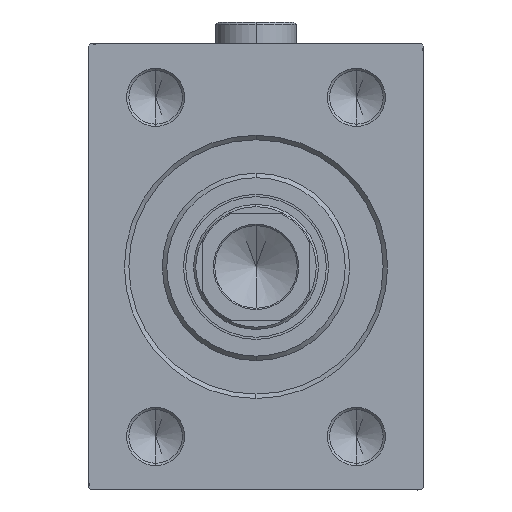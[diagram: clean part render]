
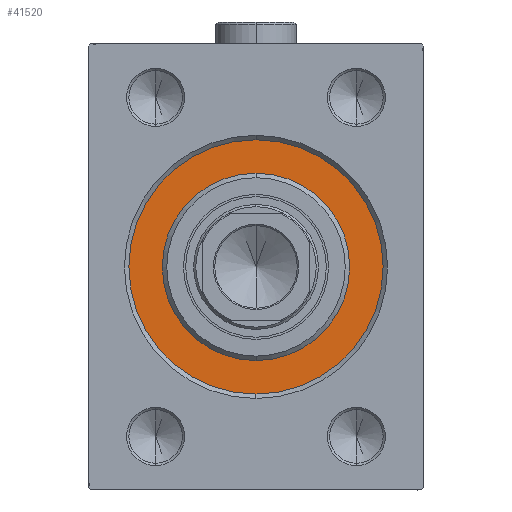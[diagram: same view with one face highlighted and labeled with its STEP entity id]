
A CAD part, left-side view. The second image highlights one B-rep face of the part: STEP entity #41520.
In plain terms, the highlighted face is planar.
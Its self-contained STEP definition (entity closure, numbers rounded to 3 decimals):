
#1011 = EDGE_CURVE ( 'NONE', #20828, #19133, #16207, .T. ) ;
#1125 = DIRECTION ( 'NONE',  ( 1., 0., 0. ) ) ;
#1893 = EDGE_CURVE ( 'NONE', #19133, #20828, #24986, .T. ) ;
#2343 = DIRECTION ( 'NONE',  ( 0., 0., -1. ) ) ;
#2915 = DIRECTION ( 'NONE',  ( -1., 0., 0. ) ) ;
#3946 = ORIENTED_EDGE ( 'NONE', *, *, #1011, .F. ) ;
#4152 = VERTEX_POINT ( 'NONE', #42923 ) ;
#4449 = DIRECTION ( 'NONE',  ( 0., 0., 1. ) ) ;
#5847 = CIRCLE ( 'NONE', #25670, 21. ) ;
#6643 = AXIS2_PLACEMENT_3D ( 'NONE', #41322, #2915, #24286 ) ;
#9250 = CARTESIAN_POINT ( 'NONE',  ( 0., 0., -21. ) ) ;
#11925 = DIRECTION ( 'NONE',  ( 0., 0., -1. ) ) ;
#14070 = DIRECTION ( 'NONE',  ( -1., 0., 0. ) ) ;
#16207 = CIRCLE ( 'NONE', #24264, 28.5 ) ;
#16987 = VERTEX_POINT ( 'NONE', #9250 ) ;
#17518 = CARTESIAN_POINT ( 'NONE',  ( 0., 0., 0. ) ) ;
#18551 = CARTESIAN_POINT ( 'NONE',  ( 0., 0., -28.5 ) ) ;
#18979 = ORIENTED_EDGE ( 'NONE', *, *, #44335, .F. ) ;
#19051 = CARTESIAN_POINT ( 'NONE',  ( 0., 0., 0. ) ) ;
#19133 = VERTEX_POINT ( 'NONE', #18551 ) ;
#19593 = DIRECTION ( 'NONE',  ( 1., 0., 0. ) ) ;
#20303 = CARTESIAN_POINT ( 'NONE',  ( 0., 0., 28.5 ) ) ;
#20328 = ORIENTED_EDGE ( 'NONE', *, *, #33828, .F. ) ;
#20828 = VERTEX_POINT ( 'NONE', #20303 ) ;
#20957 = PLANE ( 'NONE',  #37779 ) ;
#21139 = EDGE_LOOP ( 'NONE', ( #45417, #3946 ) ) ;
#21674 = DIRECTION ( 'NONE',  ( -1., 0., 0. ) ) ;
#24264 = AXIS2_PLACEMENT_3D ( 'NONE', #43087, #21674, #4449 ) ;
#24286 = DIRECTION ( 'NONE',  ( 0., 0., 1. ) ) ;
#24986 = CIRCLE ( 'NONE', #6643, 28.5 ) ;
#25562 = FACE_BOUND ( 'NONE', #39688, .T. ) ;
#25670 = AXIS2_PLACEMENT_3D ( 'NONE', #19051, #1125, #11925 ) ;
#26850 = AXIS2_PLACEMENT_3D ( 'NONE', #33393, #19593, #2343 ) ;
#28097 = DIRECTION ( 'NONE',  ( 0., 0., 1. ) ) ;
#33393 = CARTESIAN_POINT ( 'NONE',  ( 0., 0., 0. ) ) ;
#33828 = EDGE_CURVE ( 'NONE', #4152, #16987, #5847, .T. ) ;
#37779 = AXIS2_PLACEMENT_3D ( 'NONE', #17518, #14070, #28097 ) ;
#39585 = FACE_OUTER_BOUND ( 'NONE', #21139, .T. ) ;
#39688 = EDGE_LOOP ( 'NONE', ( #20328, #18979 ) ) ;
#41322 = CARTESIAN_POINT ( 'NONE',  ( 0., 0., 0. ) ) ;
#41520 = ADVANCED_FACE ( 'NONE', ( #25562, #39585 ), #20957, .F. ) ;
#42923 = CARTESIAN_POINT ( 'NONE',  ( 0., 0., 21. ) ) ;
#43087 = CARTESIAN_POINT ( 'NONE',  ( 0., 0., 0. ) ) ;
#44335 = EDGE_CURVE ( 'NONE', #16987, #4152, #45210, .T. ) ;
#45210 = CIRCLE ( 'NONE', #26850, 21. ) ;
#45417 = ORIENTED_EDGE ( 'NONE', *, *, #1893, .F. ) ;
